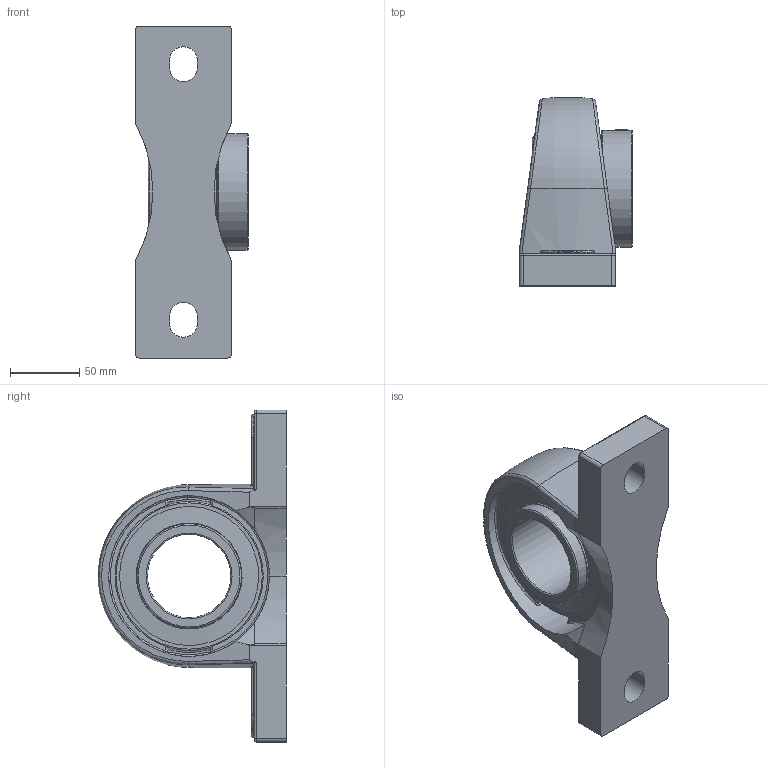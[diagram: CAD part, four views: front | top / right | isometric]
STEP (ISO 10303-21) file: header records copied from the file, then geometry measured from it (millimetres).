
FILE_DESCRIPTION(('HOOPS Exchange Step'),'2;1');
FILE_NAME('export-D7F60805-728D-4A6A-AC25-AFFD9D33A78F.stp','2020-05-21T10:53:51-07:00',('dkerr'),('Alibre'),'HOOPS Exchange 2020.0','Alibre','Unknown authorisation');
FILE_SCHEMA( ('AP242_MANAGED_MODEL_BASED_3D_ENGINEERING_MIM_LF {1 0 10303 442 1 1 4 }') );
Length unit declared in the file: inch
Products named in the file (8): MRN SPM 212 L4L; SNC 212 (Ball Bearing); SNC 212 (Shield); SNC 212 (Setscrew); SNC 212 (Collar); SNC 212 L4L (60mm) (Race); MRN SNC 212 L4L (60mm); MRN SNCSPM 212 L4L (60mm)
Assembly tree (8 placements, depth 3):
  MRN SNCSPM 212 L4L (60mm)
    MRN SPM 212 L4L
    MRN SNC 212 L4L (60mm)
      SNC 212 (Ball Bearing)
      SNC 212 (Shield)  x2
      SNC 212 (Setscrew)
      SNC 212 (Collar)
      SNC 212 L4L (60mm) (Race)
Bounding box: 81.3 x 135.65 x 239 mm (x, y, z)
Volume: 695442.2 mm3; surface area: 167532.3 mm2
Topology: 17 solids, 17 shells, 205 faces, 554 edges, 357 vertices
Faces by surface type: cylinder 71, plane 56, torus 29, bspline 22, sphere 17, cone 10
Full cylindrical faces by diameter (mm): 8.382 x3, 60 x2, 72.034 x2, 74.93 x2, 75.565 x2, 76.327 x2, 84.201 x1, 93.935 x2, 100.076 x2, 115.749 x2, 120.1 x1
Entity records: 12836 total; most frequent: CARTESIAN_POINT 7712, DIRECTION 1065, ORIENTED_EDGE 1010, EDGE_CURVE 505, AXIS2_PLACEMENT_3D 454, VERTEX_POINT 343, CIRCLE 234, EDGE_LOOP 218
